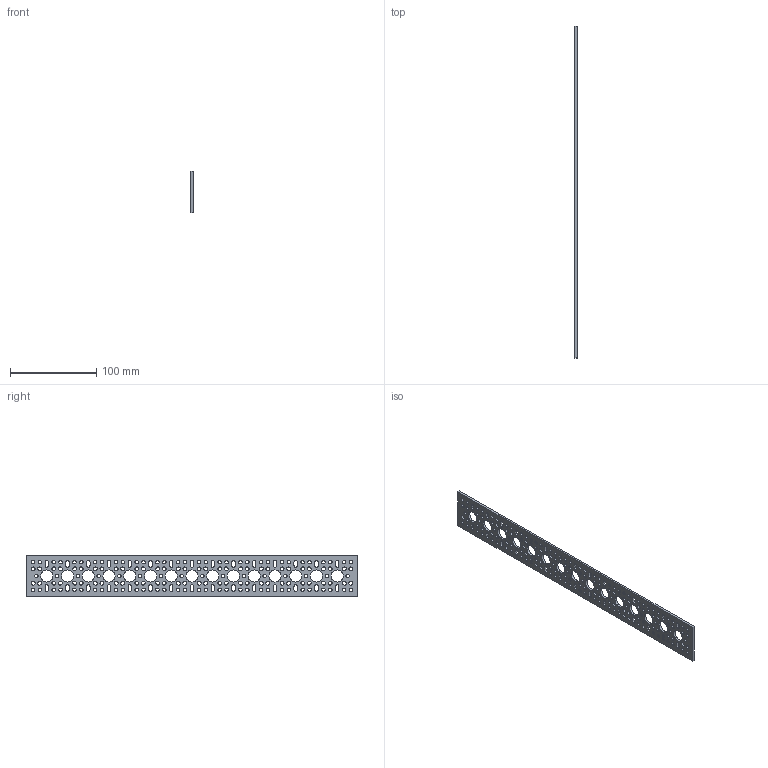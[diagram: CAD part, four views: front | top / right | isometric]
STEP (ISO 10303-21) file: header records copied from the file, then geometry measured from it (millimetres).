
FILE_DESCRIPTION (( 'STEP AP203' ), '1' );
FILE_NAME ('1104-0015-0384.STEP', '2017-03-30T14:33:11', ( '' ), ( '' ), 'SwSTEP 2.0', 'SolidWorks 2016', '' );
FILE_SCHEMA (( 'CONFIG_CONTROL_DESIGN' ));
Length unit declared in the file: millimetre
Products named in the file (1): 1104-0015-0384
Bounding box: 2.5 x 384 x 48 mm (x, y, z)
Volume: 33201.7 mm3; surface area: 36656.7 mm2
Topology: 1 solids, 1 shells, 666 faces, 1992 edges, 1328 vertices
Faces by surface type: cylinder 472, plane 194
Entity records: 23713 total; most frequent: DIRECTION 4270, CARTESIAN_POINT 3987, ORIENTED_EDGE 3984, EDGE_CURVE 1992, AXIS2_PLACEMENT_3D 1611, VERTEX_POINT 1328, LINE 1048, VECTOR 1048
